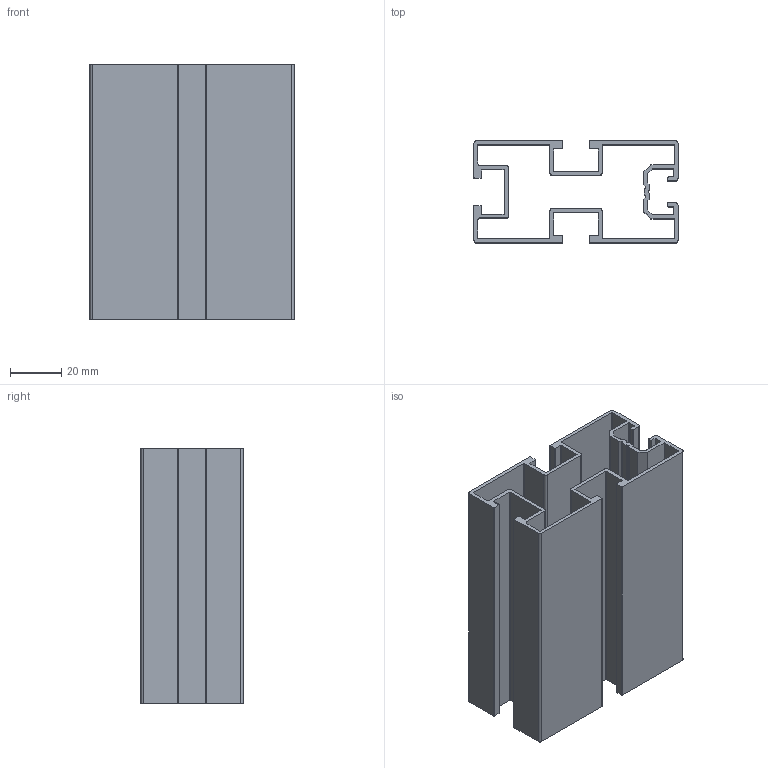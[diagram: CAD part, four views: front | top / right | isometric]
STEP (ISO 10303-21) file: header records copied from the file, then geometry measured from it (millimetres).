
FILE_DESCRIPTION(/* description */ ('Profil univerzální zátěžový'),/* implementation_level */ '2;1');
FILE_NAME(/* name */ '90443.stp',/* time_stamp */ '2023-06-21T15:26:01+02:00',/* author */ (''),/* organization */ ('Alutec K&K'),/* preprocessor_version */ 'ST-DEVELOPER v18.1',/* originating_system */ 'Autodesk Inventor 2021',/* authorisation */ '');
FILE_SCHEMA (('AUTOMOTIVE_DESIGN { 1 0 10303 214 3 1 1 }'));
Length unit declared in the file: millimetre
Products named in the file (1): 90443
Bounding box: 80 x 40 x 100 mm (x, y, z)
Volume: 57405.8 mm3; surface area: 72661.2 mm2
Topology: 1 solids, 1 shells, 170 faces, 504 edges, 336 vertices
Faces by surface type: plane 85, cylinder 85
Entity records: 5783 total; most frequent: DIRECTION 1016, CARTESIAN_POINT 1011, ORIENTED_EDGE 1008, EDGE_CURVE 504, AXIS2_PLACEMENT_3D 341, VERTEX_POINT 336, LINE 334, VECTOR 334
